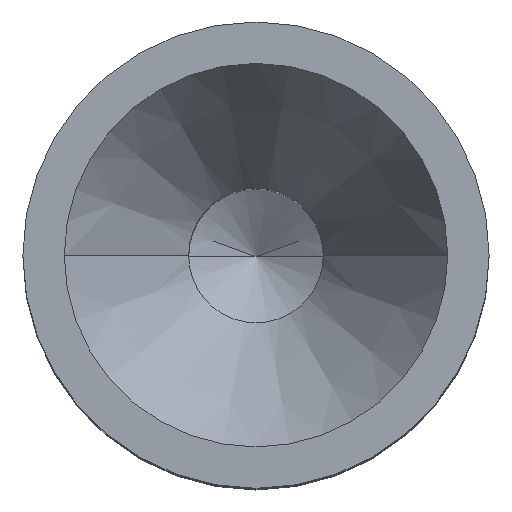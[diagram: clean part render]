
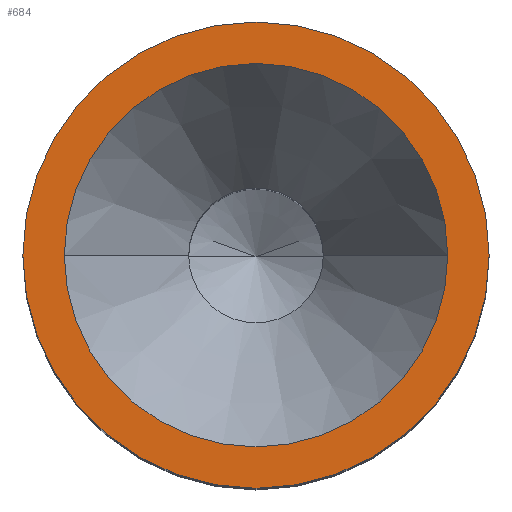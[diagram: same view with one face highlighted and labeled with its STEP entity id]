
A CAD part, top view. The second image highlights one B-rep face of the part: STEP entity #684.
In plain terms, the highlighted planar face has unit normal (0, 0, 1).
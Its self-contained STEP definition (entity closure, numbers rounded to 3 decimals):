
#201=CARTESIAN_POINT('',(0.,0.,12.498));
#202=DIRECTION('',(0.,0.,-1.));
#203=DIRECTION('',(-1.,0.,0.));
#204=AXIS2_PLACEMENT_3D('',#201,#202,#203);
#206=CARTESIAN_POINT('',(0.,0.,12.498));
#207=DIRECTION('',(0.,0.,1.));
#208=DIRECTION('',(-1.,0.,0.));
#209=AXIS2_PLACEMENT_3D('',#206,#207,#208);
#211=CARTESIAN_POINT('',(0.,0.,12.498));
#212=DIRECTION('',(0.,0.,1.));
#213=DIRECTION('',(-1.,0.,0.));
#214=AXIS2_PLACEMENT_3D('',#211,#212,#213);
#220=CARTESIAN_POINT('',(0.,0.,12.498));
#221=DIRECTION('',(0.,0.,-1.));
#222=DIRECTION('',(-1.,0.,0.));
#223=AXIS2_PLACEMENT_3D('',#220,#221,#222);
#335=CARTESIAN_POINT('',(-2.25,0.,12.498));
#337=VERTEX_POINT('',#335);
#349=CARTESIAN_POINT('',(2.25,0.,12.498));
#351=VERTEX_POINT('',#349);
#352=CARTESIAN_POINT('',(-1.85,0.,12.498));
#353=CARTESIAN_POINT('',(1.85,0.,12.498));
#354=VERTEX_POINT('',#352);
#355=VERTEX_POINT('',#353);
#669=CARTESIAN_POINT('',(0.,0.,12.498));
#670=DIRECTION('',(0.,0.,1.));
#671=DIRECTION('',(-1.,0.,0.));
#672=AXIS2_PLACEMENT_3D('',#669,#670,#671);
#673=PLANE('',#672);
#674=ORIENTED_EDGE('',*,*,#664,.T.);
#675=ORIENTED_EDGE('',*,*,#648,.F.);
#676=EDGE_LOOP('',(#674,#675));
#677=FACE_OUTER_BOUND('',#676,.F.);
#679=ORIENTED_EDGE('',*,*,#678,.T.);
#681=ORIENTED_EDGE('',*,*,#680,.F.);
#682=EDGE_LOOP('',(#679,#681));
#683=FACE_BOUND('',#682,.F.);
#684=ADVANCED_FACE('',(#677,#683),#673,.T.);
#205=CIRCLE('',#204,2.25);
#210=CIRCLE('',#209,2.25);
#215=CIRCLE('',#214,1.85);
#224=CIRCLE('',#223,1.85);
#648=EDGE_CURVE('',#337,#351,#210,.T.);
#664=EDGE_CURVE('',#337,#351,#205,.T.);
#678=EDGE_CURVE('',#354,#355,#215,.T.);
#680=EDGE_CURVE('',#354,#355,#224,.T.);
